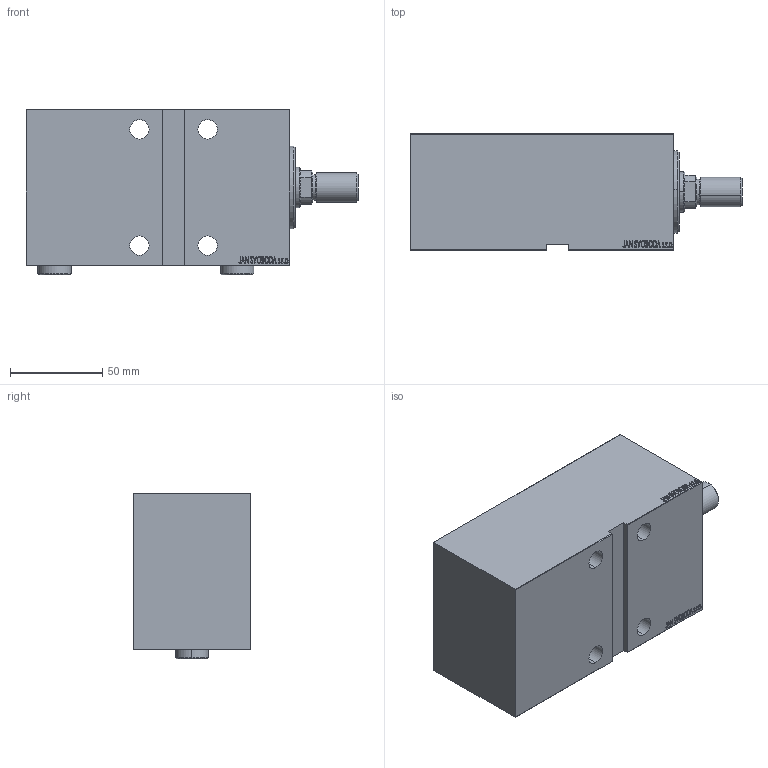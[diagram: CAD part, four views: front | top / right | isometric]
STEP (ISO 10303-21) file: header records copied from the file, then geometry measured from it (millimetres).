
FILE_DESCRIPTION (( 'STEP AP203' ), '1' );
FILE_NAME ('a202.STEP', '2024-11-13T12:33:08', ( '' ), ( '' ), 'SwSTEP 2.0', 'SolidWorks 2019', '' );
FILE_SCHEMA (( 'CONFIG_CONTROL_DESIGN' ));
Length unit declared in the file: millimetre
Products named in the file (6): V450CM_G_Body 8361b8da2139210535eca3ca36e33b0e; Zatka_OIL_PORT 8361b8da2139210535eca3ca36e33b0e; V450CM_MALE_METRIC 8361b8da2139210535eca3ca36e33b0e; a202; V450CM_G_VCP 8361b8da2139210535eca3ca36e33b0e; V450CM_VC_G 8361b8da2139210535eca3ca36e33b0e
Assembly tree (6 placements, depth 2):
  a202
    V450CM_G_Body 8361b8da2139210535eca3ca36e33b0e
    V450CM_G_VCP 8361b8da2139210535eca3ca36e33b0e
    V450CM_VC_G 8361b8da2139210535eca3ca36e33b0e
    V450CM_MALE_METRIC 8361b8da2139210535eca3ca36e33b0e
    Zatka_OIL_PORT 8361b8da2139210535eca3ca36e33b0e  x2
Bounding box: 180 x 63 x 89.9 mm (x, y, z)
Volume: 664884.9 mm3; surface area: 105489.5 mm2
Topology: 6 solids, 6 shells, 913 faces, 2314 edges, 1529 vertices
Faces by surface type: plane 447, bspline 380, cylinder 62, cone 22, torus 2
Entity records: 44340 total; most frequent: CARTESIAN_POINT 24540, ORIENTED_EDGE 4544, DIRECTION 2698, EDGE_CURVE 2272, VERTEX_POINT 1505, LINE 1356, VECTOR 1356, EDGE_LOOP 1021
